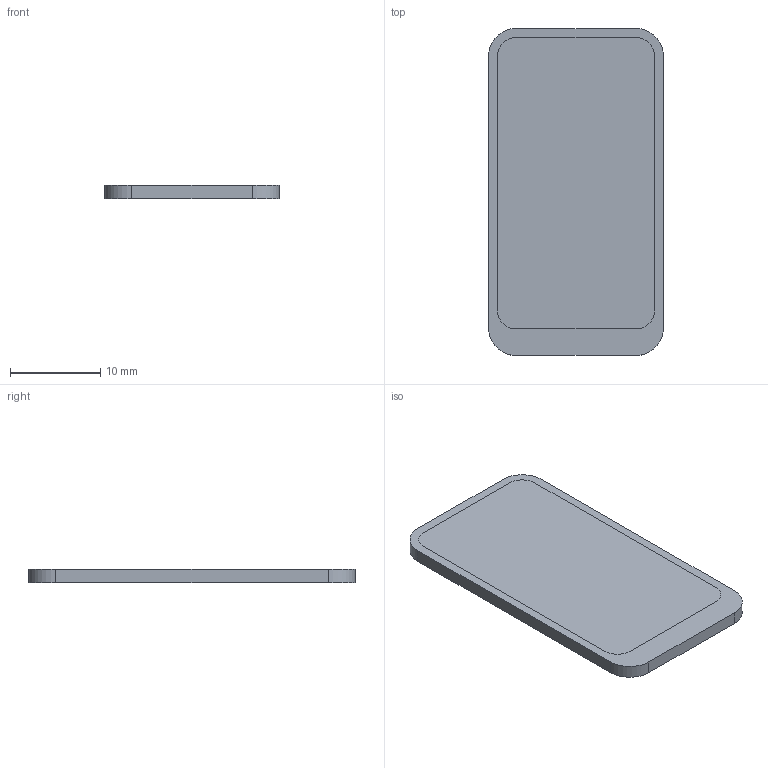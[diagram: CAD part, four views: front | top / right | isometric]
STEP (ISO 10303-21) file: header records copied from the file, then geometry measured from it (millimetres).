
FILE_DESCRIPTION(/* description */ (''),/* implementation_level */ '2;1');
FILE_NAME(/* name */ 'SCREEN_1.47IN_172X320.step',/* time_stamp */ '2024-02-19T19:49:02+01:00',/* author */ (''),/* organization */ (''),/* preprocessor_version */ 'ST-DEVELOPER v20',/* originating_system */ 'Autodesk Translation Framework v12.20.1.177',/* authorisation */ '');
FILE_SCHEMA (('AUTOMOTIVE_DESIGN { 1 0 10303 214 3 1 1 }'));
Length unit declared in the file: metre
Products named in the file (33): ER-TFT1; 1.47´çER-TFT1.47-1; no_2logo; no_2logo (1); no_2logo (2); no_2logo (3); no_2logo (4); no_2logo (5); no_2logo (6); no_2logo (7); no_2logo (8); no_2logo (9); no_2logo (10); no_2logo (11); no_2logo (12); no_2logo (13); no_2logo (14); no_2logo (15); no_2logo (16); no_2logo (17); no_2logo (18); no_2logo (19); no_2logo (20); no_2logo (21); no_2logo (22); no_2logo (23); no_2logo (24); no_2logo (25); no_2logo (26); no_2logo (27); no_2logo (28); no_2logo (29); no_2logo (30)
Assembly tree (32 placements, depth 2):
  ER-TFT1
    1.47´çER-TFT1.47-1
    no_2logo
    no_2logo (1)
    no_2logo (2)
    no_2logo (3)
    no_2logo (4)
    no_2logo (5)
    no_2logo (6)
    no_2logo (7)
    no_2logo (8)
    no_2logo (9)
    no_2logo (10)
    no_2logo (11)
    no_2logo (12)
    no_2logo (13)
    no_2logo (14)
    no_2logo (15)
    no_2logo (16)
    no_2logo (17)
    no_2logo (18)
    no_2logo (19)
    no_2logo (20)
    no_2logo (21)
    no_2logo (22)
    no_2logo (23)
    no_2logo (24)
    no_2logo (25)
    no_2logo (26)
    no_2logo (27)
    no_2logo (28)
    no_2logo (29)
    no_2logo (30)
Bounding box: 19.39 x 36.28 x 1.46 mm (x, y, z)
Volume: 1015.8 mm3; surface area: 1546.5 mm2
Topology: 1 solids, 1 shells, 11 faces, 32 edges, 24 vertices
Faces by surface type: plane 7, cylinder 4
Entity records: 1421 total; most frequent: DIRECTION 196, CARTESIAN_POINT 132, AXIS2_PLACEMENT_3D 88, PRODUCT_DEFINITION_SHAPE 65, ORIENTED_EDGE 64, DERIVED_UNIT_ELEMENT 64, PROPERTY_DEFINITION_REPRESENTATION 64, REPRESENTATION 64
